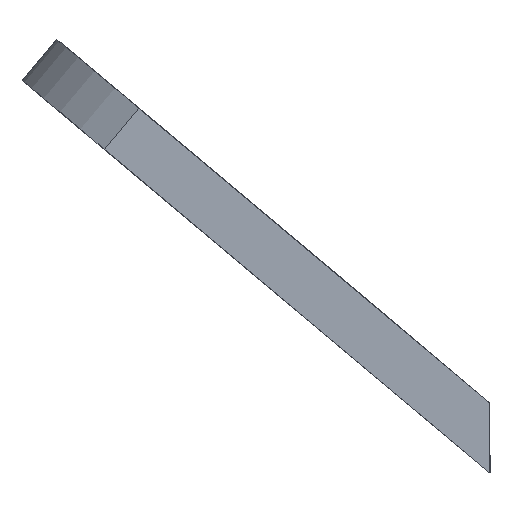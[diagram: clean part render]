
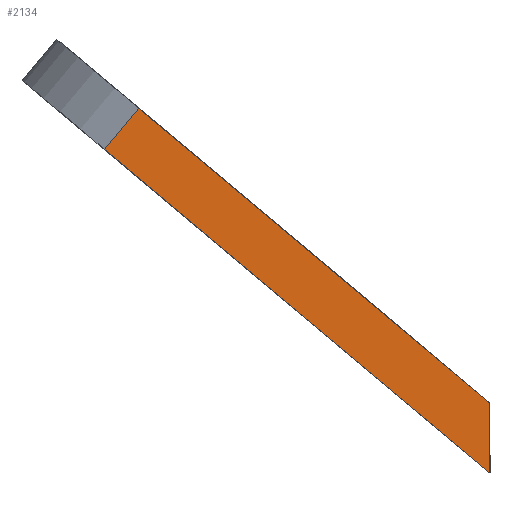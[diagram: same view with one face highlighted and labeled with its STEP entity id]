
A CAD part, left-side view. The second image highlights one B-rep face of the part: STEP entity #2134.
In plain terms, the highlighted planar face has unit normal (-1, 0, 0).
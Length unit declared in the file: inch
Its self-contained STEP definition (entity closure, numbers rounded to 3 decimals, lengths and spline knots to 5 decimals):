
#24 = EDGE_CURVE ( 'NONE', #2366, #2736, #2808, .T. ) ;
#37 = PLANE ( 'NONE',  #1300 ) ;
#86 = ORIENTED_EDGE ( 'NONE', *, *, #1819, .F. ) ;
#155 = LINE ( 'NONE', #2262, #3061 ) ;
#168 = DIRECTION ( 'NONE',  ( 0., 0., 1. ) ) ;
#269 = DIRECTION ( 'NONE',  ( 0., -0.643, 0.766 ) ) ;
#294 = ORIENTED_EDGE ( 'NONE', *, *, #2006, .F. ) ;
#425 = CARTESIAN_POINT ( 'NONE',  ( -5.9375, -0.0575, -8.48085 ) ) ;
#480 = LINE ( 'NONE', #1028, #2947 ) ;
#531 = CARTESIAN_POINT ( 'NONE',  ( -5.9375, 1.73937, -6.87982 ) ) ;
#1028 = CARTESIAN_POINT ( 'NONE',  ( -5.9375, 1.73937, -6.87982 ) ) ;
#1107 = CARTESIAN_POINT ( 'NONE',  ( -5.9375, -0.16866, -8.48085 ) ) ;
#1208 = EDGE_CURVE ( 'NONE', #2736, #3373, #1870, .T. ) ;
#1300 = AXIS2_PLACEMENT_3D ( 'NONE', #1107, #3216, #2957 ) ;
#1560 = ORIENTED_EDGE ( 'NONE', *, *, #1208, .T. ) ;
#1624 = FACE_OUTER_BOUND ( 'NONE', #2646, .T. ) ;
#1662 = VECTOR ( 'NONE', #168, 39.37008 ) ;
#1819 = EDGE_CURVE ( 'NONE', #2366, #2761, #155, .T. ) ;
#1864 = CARTESIAN_POINT ( 'NONE',  ( -5.9375, -0.0575, -8.06122 ) ) ;
#1870 = LINE ( 'NONE', #2114, #2122 ) ;
#1966 = DIRECTION ( 'NONE',  ( 0., 0.766, 0.643 ) ) ;
#2006 = EDGE_CURVE ( 'NONE', #2761, #3373, #480, .T. ) ;
#2080 = CARTESIAN_POINT ( 'NONE',  ( -5.9375, -0.0575, -8.38757 ) ) ;
#2114 = CARTESIAN_POINT ( 'NONE',  ( -5.9375, -0.32936, -8.28934 ) ) ;
#2122 = VECTOR ( 'NONE', #3432, 39.37008 ) ;
#2134 = ADVANCED_FACE ( 'NONE', ( #1624 ), #37, .F. ) ;
#2262 = CARTESIAN_POINT ( 'NONE',  ( -5.9375, -0.16866, -8.48085 ) ) ;
#2264 = ORIENTED_EDGE ( 'NONE', *, *, #24, .T. ) ;
#2366 = VERTEX_POINT ( 'NONE', #2080 ) ;
#2419 = CARTESIAN_POINT ( 'NONE',  ( -5.9375, 1.57868, -6.68831 ) ) ;
#2646 = EDGE_LOOP ( 'NONE', ( #86, #2264, #1560, #294 ) ) ;
#2736 = VERTEX_POINT ( 'NONE', #1864 ) ;
#2761 = VERTEX_POINT ( 'NONE', #531 ) ;
#2808 = LINE ( 'NONE', #425, #1662 ) ;
#2947 = VECTOR ( 'NONE', #269, 39.37008 ) ;
#2957 = DIRECTION ( 'NONE',  ( 0., 0., -1. ) ) ;
#3061 = VECTOR ( 'NONE', #1966, 39.37008 ) ;
#3216 = DIRECTION ( 'NONE',  ( 1., 0., 0. ) ) ;
#3373 = VERTEX_POINT ( 'NONE', #2419 ) ;
#3432 = DIRECTION ( 'NONE',  ( 0., 0.766, 0.643 ) ) ;
